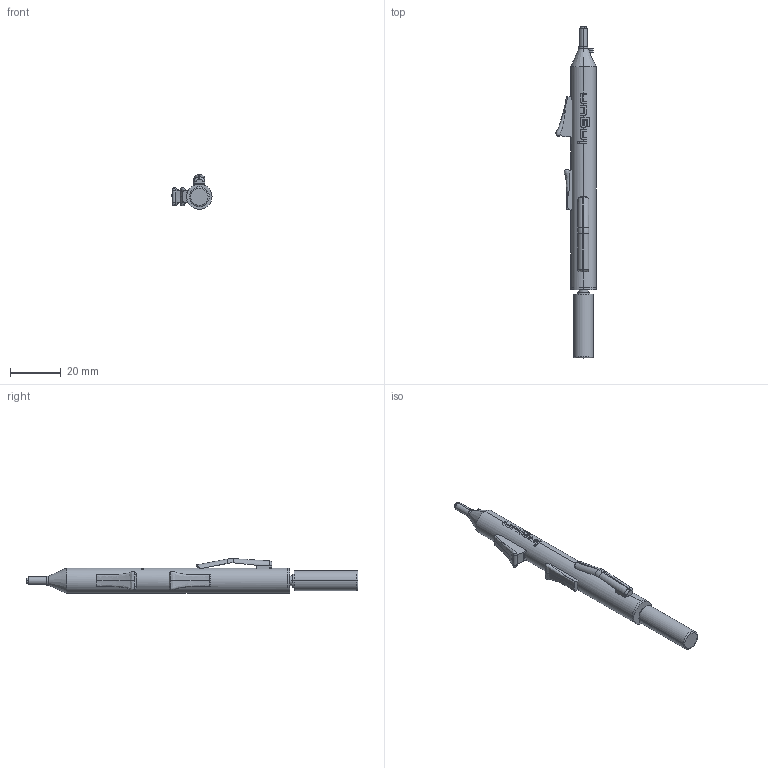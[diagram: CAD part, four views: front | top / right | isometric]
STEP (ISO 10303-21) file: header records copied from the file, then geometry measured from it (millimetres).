
FILE_DESCRIPTION (( 'STEP AP203' ), '1' );
FILE_NAME ('INGUN_SW-ZW-WP-100_A.STEP', '2021-02-15T13:58:11', ( '' ), ( '' ), 'SwSTEP 2.0', 'SolidWorks 2018', '' );
FILE_SCHEMA (( 'CONFIG_CONTROL_DESIGN' ));
Length unit declared in the file: millimetre
Products named in the file (1): INGUN_SW-ZW-WP-100_A
Bounding box: 15.84 x 130.85 x 13.71 mm (x, y, z)
Volume: 9036 mm3; surface area: 4586.3 mm2
Topology: 1 solids, 1 shells, 263 faces, 728 edges, 476 vertices
Faces by surface type: plane 106, cylinder 82, bspline 41, cone 24, torus 10
Entity records: 17066 total; most frequent: CARTESIAN_POINT 10803, ORIENTED_EDGE 1456, DIRECTION 1092, EDGE_CURVE 728, VERTEX_POINT 476, AXIS2_PLACEMENT_3D 421, EDGE_LOOP 274, ADVANCED_FACE 263
